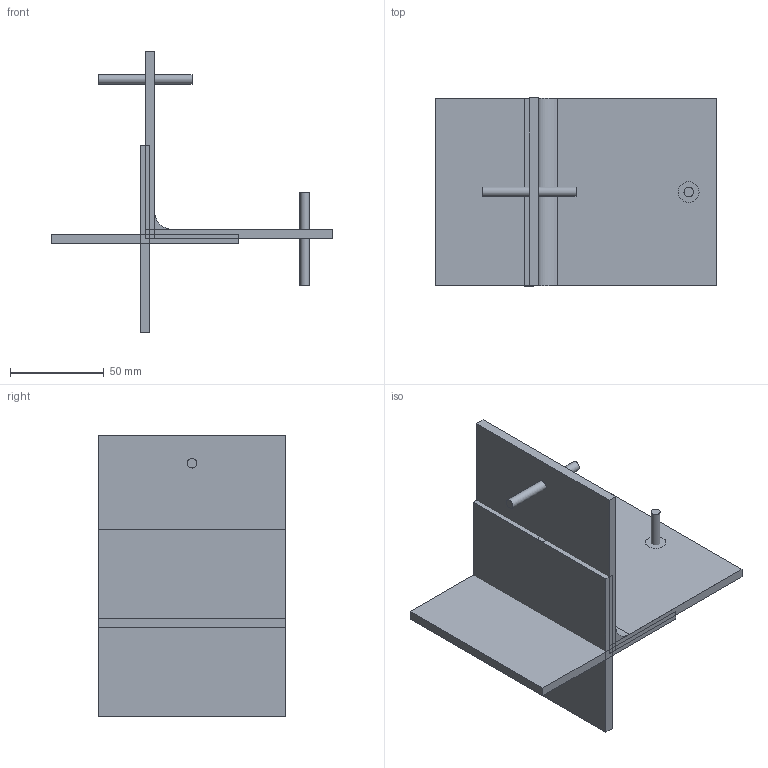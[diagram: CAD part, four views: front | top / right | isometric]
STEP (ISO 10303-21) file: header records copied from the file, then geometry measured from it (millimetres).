
FILE_DESCRIPTION(('Open CASCADE Model'),'2;1');
FILE_NAME('Open CASCADE Shape Model','2023-01-24T11:47:43',('Author'),( 'Open CASCADE'),'Open CASCADE STEP processor 7.6','Open CASCADE 7.6' ,'Unknown');
FILE_SCHEMA(('AUTOMOTIVE_DESIGN { 1 0 10303 214 1 1 1 1 }'));
Length unit declared in the file: millimetre
Products named in the file (9): Open CASCADE STEP translator 7.6 1; Open CASCADE STEP translator 7.6 1.1; Open CASCADE STEP translator 7.6 1.2; Open CASCADE STEP translator 7.6 1.3; Open CASCADE STEP translator 7.6 1.4; Open CASCADE STEP translator 7.6 1.5; Open CASCADE STEP translator 7.6 1.6; Open CASCADE STEP translator 7.6 1.7; Open CASCADE STEP translator 7.6 1.8
Assembly tree (8 placements, depth 2):
  Open CASCADE STEP translator 7.6 1
    Open CASCADE STEP translator 7.6 1.1
    Open CASCADE STEP translator 7.6 1.2
    Open CASCADE STEP translator 7.6 1.3
    Open CASCADE STEP translator 7.6 1.4
    Open CASCADE STEP translator 7.6 1.5
    Open CASCADE STEP translator 7.6 1.6
    Open CASCADE STEP translator 7.6 1.7
    Open CASCADE STEP translator 7.6 1.8
Bounding box: 150 x 100 x 150 mm (x, y, z)
Volume: 302197 mm3; surface area: 132084.5 mm2
Topology: 8 solids, 8 shells, 46 faces, 88 edges, 58 vertices
Faces by surface type: plane 38, cylinder 6, cone 2
Full cylindrical faces by diameter (mm): 5 x5
Entity records: 2438 total; most frequent: DIRECTION 384, CARTESIAN_POINT 381, LINE 234, VECTOR 234, ORIENTED_EDGE 176, PCURVE 176, DEFINITIONAL_REPRESENTATION 176, EDGE_CURVE 88
